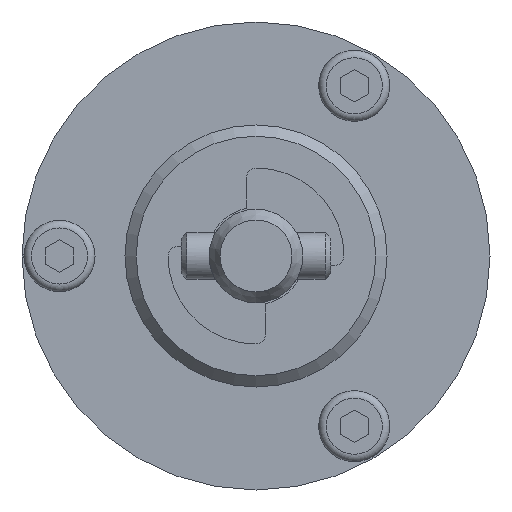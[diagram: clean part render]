
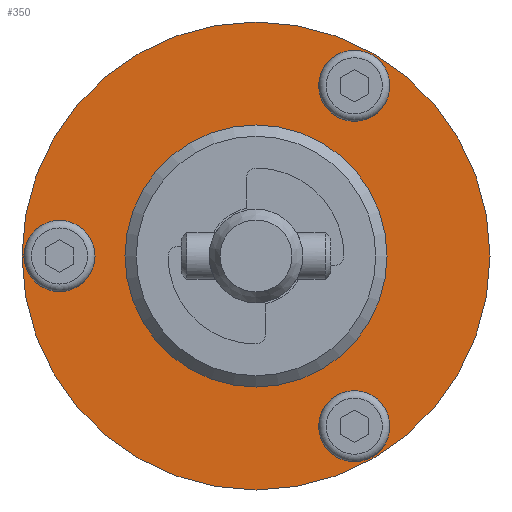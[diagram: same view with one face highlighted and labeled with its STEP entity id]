
A CAD part, front view. The second image highlights one B-rep face of the part: STEP entity #350.
In plain terms, the highlighted planar face has unit normal (0, -1, 0).
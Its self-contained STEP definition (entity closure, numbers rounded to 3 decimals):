
#350 = ADVANCED_FACE( '', ( #740, #741, #742, #743, #744 ), #745, .F. );
#740 = FACE_BOUND( '', #1130, .T. );
#741 = FACE_BOUND( '', #1131, .T. );
#742 = FACE_BOUND( '', #1132, .T. );
#743 = FACE_BOUND( '', #1133, .T. );
#744 = FACE_OUTER_BOUND( '', #1134, .T. );
#745 = PLANE( '', #1135 );
#1130 = EDGE_LOOP( '', ( #1969 ) );
#1131 = EDGE_LOOP( '', ( #1970 ) );
#1132 = EDGE_LOOP( '', ( #1971 ) );
#1133 = EDGE_LOOP( '', ( #1972 ) );
#1134 = EDGE_LOOP( '', ( #1973 ) );
#1135 = AXIS2_PLACEMENT_3D( '', #1974, #1975, #1976 );
#1969 = ORIENTED_EDGE( '', *, *, #2033, .F. );
#1970 = ORIENTED_EDGE( '', *, *, #2083, .T. );
#1971 = ORIENTED_EDGE( '', *, *, #2026, .T. );
#1972 = ORIENTED_EDGE( '', *, *, #2276, .T. );
#1973 = ORIENTED_EDGE( '', *, *, #2080, .T. );
#1974 = CARTESIAN_POINT( '', ( 12.5, 0., 0. ) );
#1975 = DIRECTION( '', ( 0., 1., 0. ) );
#1976 = DIRECTION( '', ( 0., 0., 1. ) );
#2026 = EDGE_CURVE( '', #2364, #2364, #2365, .T. );
#2033 = EDGE_CURVE( '', #2376, #2376, #2377, .T. );
#2080 = EDGE_CURVE( '', #2458, #2458, #2459, .T. );
#2083 = EDGE_CURVE( '', #2463, #2463, #2464, .T. );
#2276 = EDGE_CURVE( '', #2737, #2737, #2738, .T. );
#2364 = VERTEX_POINT( '', #2881 );
#2365 = CIRCLE( '', #2882, 1. );
#2376 = VERTEX_POINT( '', #2893 );
#2377 = CIRCLE( '', #2894, 7. );
#2458 = VERTEX_POINT( '', #3023 );
#2459 = CIRCLE( '', #3024, 12.5 );
#2463 = VERTEX_POINT( '', #3028 );
#2464 = CIRCLE( '', #3029, 1. );
#2737 = VERTEX_POINT( '', #3507 );
#2738 = CIRCLE( '', #3508, 1. );
#2881 = CARTESIAN_POINT( '', ( 5.25, 0., -8.093 ) );
#2882 = AXIS2_PLACEMENT_3D( '', #3631, #3632, #3633 );
#2893 = CARTESIAN_POINT( '', ( 0., 0., -7. ) );
#2894 = AXIS2_PLACEMENT_3D( '', #3646, #3647, #3648 );
#3023 = CARTESIAN_POINT( '', ( 0., 0., -12.5 ) );
#3024 = AXIS2_PLACEMENT_3D( '', #3696, #3697, #3698 );
#3028 = CARTESIAN_POINT( '', ( -10.5, 0., 1. ) );
#3029 = AXIS2_PLACEMENT_3D( '', #3702, #3703, #3704 );
#3507 = CARTESIAN_POINT( '', ( 5.25, 0., 10.093 ) );
#3508 = AXIS2_PLACEMENT_3D( '', #3906, #3907, #3908 );
#3631 = CARTESIAN_POINT( '', ( 5.25, 0., -9.093 ) );
#3632 = DIRECTION( '', ( 0., 1., 0. ) );
#3633 = DIRECTION( '', ( 0., 0., 1. ) );
#3646 = CARTESIAN_POINT( '', ( 0., 0., 0. ) );
#3647 = DIRECTION( '', ( 0., -1., 0. ) );
#3648 = DIRECTION( '', ( 0., 0., -1. ) );
#3696 = CARTESIAN_POINT( '', ( 0., 0., 0. ) );
#3697 = DIRECTION( '', ( 0., -1., 0. ) );
#3698 = DIRECTION( '', ( 0., 0., -1. ) );
#3702 = CARTESIAN_POINT( '', ( -10.5, 0., 0. ) );
#3703 = DIRECTION( '', ( 0., 1., 0. ) );
#3704 = DIRECTION( '', ( 0., 0., 1. ) );
#3906 = CARTESIAN_POINT( '', ( 5.25, 0., 9.093 ) );
#3907 = DIRECTION( '', ( 0., 1., 0. ) );
#3908 = DIRECTION( '', ( 0., 0., 1. ) );
